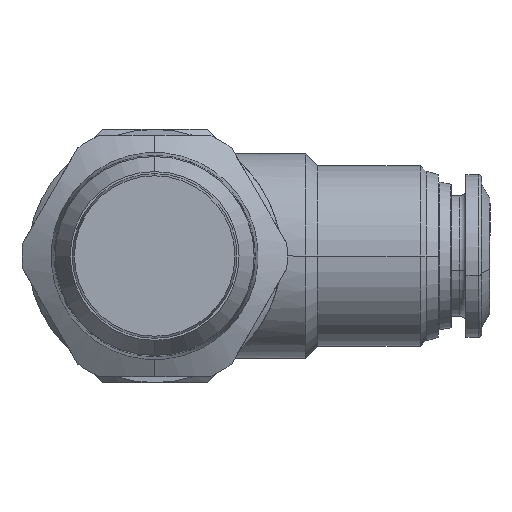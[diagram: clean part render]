
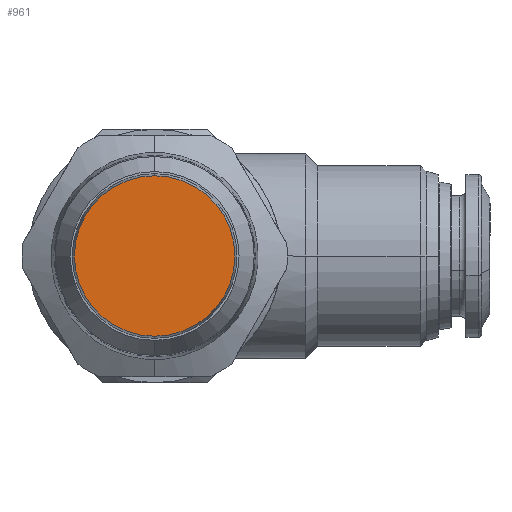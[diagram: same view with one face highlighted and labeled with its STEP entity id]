
A CAD part, front view. The second image highlights one B-rep face of the part: STEP entity #961.
In plain terms, the highlighted planar face has unit normal (0, -1, 0).
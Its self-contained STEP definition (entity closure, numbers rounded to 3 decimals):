
#162 = FACE_OUTER_BOUND ( 'NONE', #7030, .T. ) ;
#961 = ADVANCED_FACE ( 'NONE', ( #162 ), #4306, .T. ) ;
#1117 = EDGE_CURVE ( 'NONE', #2345, #2331, #8013, .T. ) ;
#1501 = CARTESIAN_POINT ( 'NONE',  ( 0., 0., 0. ) ) ;
#1502 = DIRECTION ( 'NONE',  ( 0., -1., 0. ) ) ;
#1503 = DIRECTION ( 'NONE',  ( 0., 0., -1. ) ) ;
#2331 = VERTEX_POINT ( 'NONE', #5261 ) ;
#2345 = VERTEX_POINT ( 'NONE', #5269 ) ;
#3434 = CARTESIAN_POINT ( 'NONE',  ( 0., 0., 0. ) ) ;
#3435 = DIRECTION ( 'NONE',  ( 0., -1., 0. ) ) ;
#3436 = DIRECTION ( 'NONE',  ( 0., 0., -1. ) ) ;
#3570 = AXIS2_PLACEMENT_3D ( 'NONE', #3434, #3435, #3436 ) ;
#3697 = CIRCLE ( 'NONE', #3570, 6.65 ) ;
#4066 = ORIENTED_EDGE ( 'NONE', *, *, #1117, .T. ) ;
#4067 = ORIENTED_EDGE ( 'NONE', *, *, #8735, .T. ) ;
#4306 = PLANE ( 'NONE',  #5501 ) ;
#4308 = CARTESIAN_POINT ( 'NONE',  ( 0., 0., 0. ) ) ;
#4310 = DIRECTION ( 'NONE',  ( 0., -1., 0. ) ) ;
#4311 = DIRECTION ( 'NONE',  ( 0., 0., -1. ) ) ;
#5261 = CARTESIAN_POINT ( 'NONE',  ( 0., 0., -6.65 ) ) ;
#5269 = CARTESIAN_POINT ( 'NONE',  ( 0., 0., 6.65 ) ) ;
#5501 = AXIS2_PLACEMENT_3D ( 'NONE', #4308, #4310, #4311 ) ;
#6250 = AXIS2_PLACEMENT_3D ( 'NONE', #1501, #1502, #1503 ) ;
#7030 = EDGE_LOOP ( 'NONE', ( #4066, #4067 ) ) ;
#8013 = CIRCLE ( 'NONE', #6250, 6.65 ) ;
#8735 = EDGE_CURVE ( 'NONE', #2331, #2345, #3697, .T. ) ;
